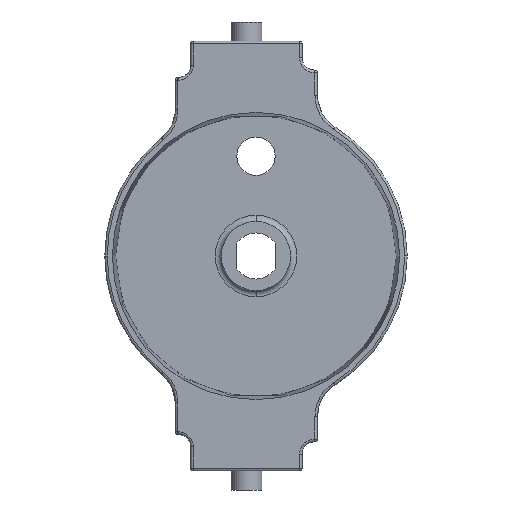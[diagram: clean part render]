
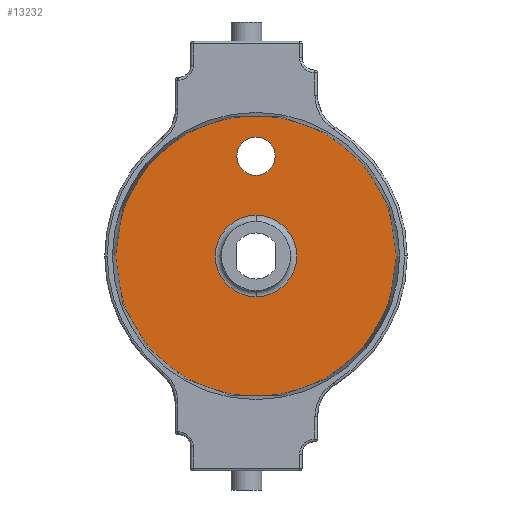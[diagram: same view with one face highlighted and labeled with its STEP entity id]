
A CAD part, front view. The second image highlights one B-rep face of the part: STEP entity #13232.
In plain terms, the highlighted planar face has unit normal (0, -1, 0).
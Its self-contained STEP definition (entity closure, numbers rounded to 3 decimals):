
#8552=CARTESIAN_POINT('POINT87',(0.,-1.588,
   8.414));
#8553=VERTEX_POINT('VERTEX87',#8552);
#8562=CARTESIAN_POINT('POINT88',(0.,-1.588,-8.414));
#8563=VERTEX_POINT('VERTEX88',#8562);
#8571=CARTESIAN_POINT('POS121',(0.,-1.588,0.));
#8572=DIRECTION('DIR193',(0.,-1.,0.));
#8573=DIRECTION('DIR194',(0.,0.,-1.));
#8574=AXIS2_PLACEMENT_3D('AXIS73',#8571,#8572,#8573);
#8575=CIRCLE('ELLIPSE44',#8574,8.414);
#8576=EDGE_CURVE('EDGE123',#8563,#8553,#8575,.T.);
#8589=CARTESIAN_POINT('POS123',(0.,-1.588,0.));
#8590=DIRECTION('DIR197',(0.,-1.,0.));
#8591=DIRECTION('DIR198',(0.,0.,-1.));
#8592=AXIS2_PLACEMENT_3D('AXIS75',#8589,#8590,#8591);
#8593=CIRCLE('ELLIPSE45',#8592,8.414);
#8594=EDGE_CURVE('EDGE124',#8553,#8563,#8593,.T.);
#8601=CARTESIAN_POINT('POINT90',(3.969,-1.588,20.638)
   );
#8602=VERTEX_POINT('VERTEX90',#8601);
#8609=CARTESIAN_POINT('POINT91',(-3.969,-1.588,20.638
   ));
#8610=VERTEX_POINT('VERTEX91',#8609);
#8611=CARTESIAN_POINT('POS125',(0.,-1.588,20.638));
#8612=DIRECTION('DIR200',(0.,-1.,0.));
#8613=DIRECTION('DIR201',(1.,0.,0.));
#8614=AXIS2_PLACEMENT_3D('AXIS76',#8611,#8612,#8613);
#8615=CIRCLE('ELLIPSE46',#8614,3.969);
#8616=EDGE_CURVE('EDGE126',#8602,#8610,#8615,.T.);
#8642=CARTESIAN_POINT('POS129',(0.,-1.588,20.638));
#8643=DIRECTION('DIR207',(0.,-1.,0.));
#8644=DIRECTION('DIR208',(1.,0.,0.));
#8645=AXIS2_PLACEMENT_3D('AXIS79',#8642,#8643,#8644);
#8646=CIRCLE('ELLIPSE48',#8645,3.969);
#8647=EDGE_CURVE('EDGE129',#8610,#8602,#8646,.T.);
#13199=CARTESIAN_POINT('POINT133',(29.053,
   -1.588,0.));
#13200=VERTEX_POINT('VERTEX133',#13199);
#13201=CARTESIAN_POINT('POINT134',(-29.053,
   -1.588,0.));
#13202=VERTEX_POINT('VERTEX134',#13201);
#13203=CARTESIAN_POINT('POS222',(0.,-1.587,
   0.));
#13204=DIRECTION('DIR360',(0.,-1.,0.));
#13205=DIRECTION('DIR361',(-1.,0.,0.));
#13206=AXIS2_PLACEMENT_3D('AXIS139',#13203,#13204,#13205);
#13207=CIRCLE('ELLIPSE75',#13206,29.053);
#13208=EDGE_CURVE('EDGE207',#13200,#13202,#13207,.T.);
#13209=ORIENTED_EDGE('COEDGE355',*,*,#13208,.T.);
#13210=CARTESIAN_POINT('POS223',(0.,-1.587,
   0.));
#13211=DIRECTION('DIR362',(0.,-1.,0.));
#13212=DIRECTION('DIR363',(-1.,0.,0.));
#13213=AXIS2_PLACEMENT_3D('AXIS140',#13210,#13211,#13212);
#13214=CIRCLE('ELLIPSE76',#13213,29.053);
#13215=EDGE_CURVE('EDGE208',#13200,#13202,#13214,.F.);
#13216=ORIENTED_EDGE('COEDGE356',*,*,#13215,.F.);
#13217=EDGE_LOOP('NONE',(#13209,#13216));
#13218=FACE_BOUND('LOOP1',#13217,.T.);
#13219=ORIENTED_EDGE('COEDGE357',*,*,#8647,.F.);
#13220=ORIENTED_EDGE('COEDGE358',*,*,#8616,.F.);
#13221=EDGE_LOOP('NONE',(#13219,#13220));
#13222=FACE_BOUND('LOOP1',#13221,.T.);
#13223=ORIENTED_EDGE('COEDGE359',*,*,#8594,.F.);
#13224=ORIENTED_EDGE('COEDGE360',*,*,#8576,.F.);
#13225=EDGE_LOOP('NONE',(#13223,#13224));
#13226=FACE_BOUND('LOOP1',#13225,.T.);
#13227=CARTESIAN_POINT('POS224',(0.,-1.588,0.));
#13228=DIRECTION('DIR364',(0.,-1.,0.));
#13229=DIRECTION('DIR365',(1.,0.,0.));
#13230=AXIS2_PLACEMENT_3D('AXIS141',#13227,#13228,#13229);
#13231=PLANE('PLANE23',#13230);
#13232=ADVANCED_FACE('FACE81',(#13218,#13222,#13226),#13231,.T.);
